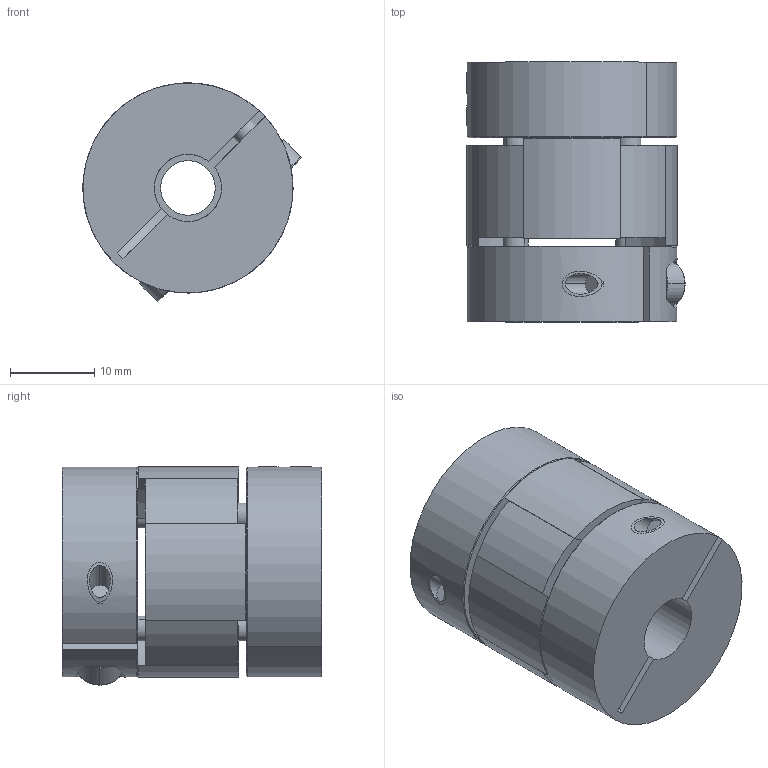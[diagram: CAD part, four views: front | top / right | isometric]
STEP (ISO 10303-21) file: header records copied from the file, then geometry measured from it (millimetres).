
FILE_DESCRIPTION(/* description */ ('VariCAD 2009-1.05 AP-203'),/* implementation_level */ '2;1');
FILE_NAME(/* name */ 'shaft_coupling_t_8_8',/* time_stamp */ '2015-05-03T08:02:31+03:00',/* author */ (''),/* organization */ (''),/* preprocessor_version */ 'ST-DEVELOPER v12',/* originating_system */ 'VariCAD 2009-1.05; kernel version (20080921)',/* authorisation */ '');
FILE_SCHEMA (('CONFIG_CONTROL_DESIGN'));
Length unit declared in the file: millimetre
Products named in the file (1): Part
Bounding box: 25.96 x 30.9 x 25.96 mm (x, y, z)
Volume: 12844.7 mm3; surface area: 8366 mm2
Topology: 9 solids, 9 shells, 184 faces, 438 edges, 280 vertices
Faces by surface type: cylinder 94, plane 50, cone 36, torus 4
Entity records: 5972 total; most frequent: CARTESIAN_POINT 1548, DIRECTION 970, ORIENTED_EDGE 868, EDGE_CURVE 434, AXIS2_PLACEMENT_3D 406, VERTEX_POINT 280, EDGE_LOOP 214, CIRCLE 212
